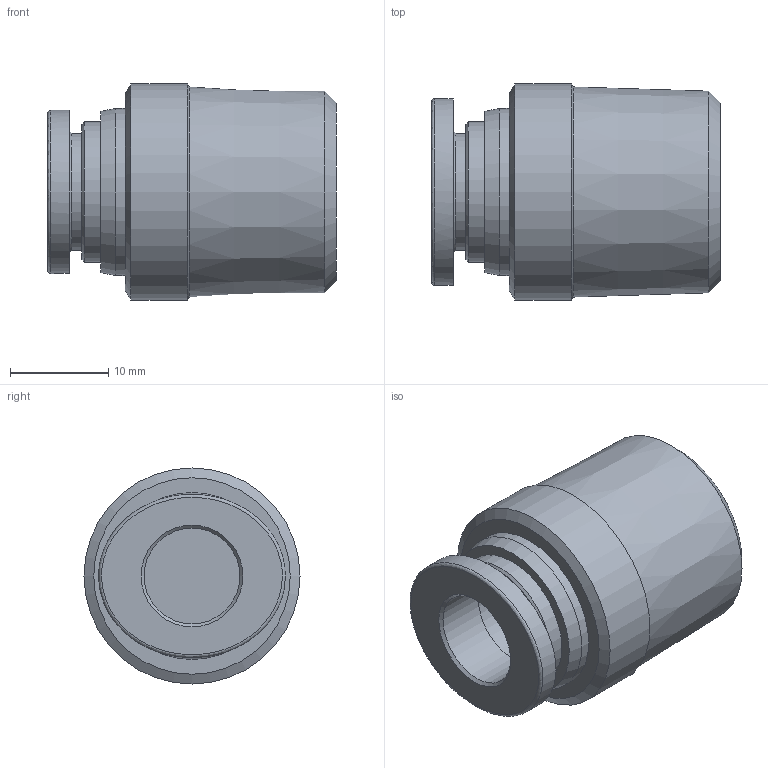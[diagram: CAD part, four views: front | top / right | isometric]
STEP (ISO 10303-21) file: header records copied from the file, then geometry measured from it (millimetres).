
FILE_DESCRIPTION((''),'2;1');
FILE_NAME('POC 3_8-N04U.stp','2016-10-17T14:21:53',('Administrator'),(''),'Autodesk Inventor 2013','Autodesk Inventor 2013','');
FILE_SCHEMA(('CONFIG_CONTROL_DESIGN'));
Length unit declared in the file: millimetre
Products named in the file (3): POC 3_8-N04U; NOC 3_8-NPT1_2 BODY; SLEEVE N3_8C
Assembly tree (2 placements, depth 2):
  POC 3_8-N04U
    NOC 3_8-NPT1_2 BODY
    SLEEVE N3_8C
Bounding box: 29.4 x 22 x 22 mm (x, y, z)
Volume: 7546.4 mm3; surface area: 3516.3 mm2
Topology: 2 solids, 2 shells, 24 faces, 41 edges, 25 vertices
Faces by surface type: cone 8, plane 8, cylinder 6, bspline 2
Full cylindrical faces by diameter (mm): 9.75 x2, 11.9 x1, 14.3 x1, 17 x1, 22 x1
Entity records: 672 total; most frequent: CARTESIAN_POINT 195, DIRECTION 98, AXIS2_PLACEMENT_3D 49, ORIENTED_EDGE 48, EDGE_LOOP 45, EDGE_CURVE 24, FACE_OUTER_BOUND 24, ADVANCED_FACE 24
